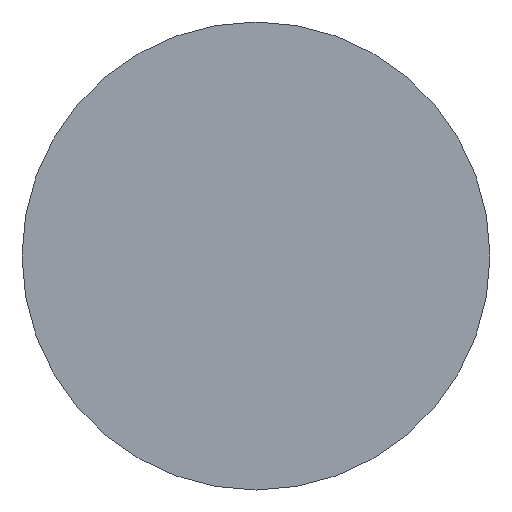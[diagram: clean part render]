
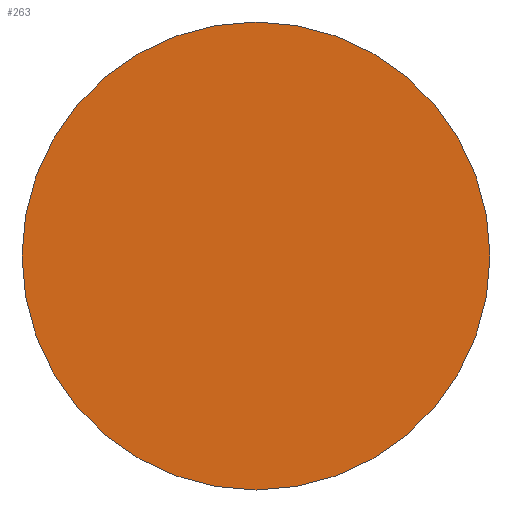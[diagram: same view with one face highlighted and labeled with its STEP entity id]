
A CAD part, front view. The second image highlights one B-rep face of the part: STEP entity #263.
In plain terms, the highlighted planar face has unit normal (0, -1, 0).
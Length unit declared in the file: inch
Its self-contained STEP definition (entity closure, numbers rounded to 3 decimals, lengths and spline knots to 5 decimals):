
#32 = EDGE_CURVE ( 'NONE', #502, #1013, #958, .T. ) ;
#138 = ORIENTED_EDGE ( 'NONE', *, *, #32, .F. ) ;
#254 = DIRECTION ( 'NONE',  ( 0., 1., 0. ) ) ;
#263 = ADVANCED_FACE ( 'NONE', ( #516 ), #527, .F. ) ;
#279 = CARTESIAN_POINT ( 'NONE',  ( 0.25197, 0.14961, 0. ) ) ;
#333 = DIRECTION ( 'NONE',  ( 0., 1., 0. ) ) ;
#369 = CIRCLE ( 'NONE', #371, 0.04528 ) ;
#371 = AXIS2_PLACEMENT_3D ( 'NONE', #851, #254, #651 ) ;
#479 = EDGE_CURVE ( 'NONE', #1013, #502, #369, .T. ) ;
#502 = VERTEX_POINT ( 'NONE', #782 ) ;
#504 = AXIS2_PLACEMENT_3D ( 'NONE', #776, #333, #937 ) ;
#516 = FACE_OUTER_BOUND ( 'NONE', #1118, .T. ) ;
#527 = PLANE ( 'NONE',  #898 ) ;
#569 = ORIENTED_EDGE ( 'NONE', *, *, #479, .F. ) ;
#602 = CARTESIAN_POINT ( 'NONE',  ( 0.20669, 0.14961, 0. ) ) ;
#651 = DIRECTION ( 'NONE',  ( -1., 0., 0. ) ) ;
#776 = CARTESIAN_POINT ( 'NONE',  ( 0.20669, 0.14961, 0. ) ) ;
#782 = CARTESIAN_POINT ( 'NONE',  ( 0.16142, 0.14961, 0. ) ) ;
#851 = CARTESIAN_POINT ( 'NONE',  ( 0.20669, 0.14961, 0. ) ) ;
#861 = DIRECTION ( 'NONE',  ( -1., 0., 0. ) ) ;
#898 = AXIS2_PLACEMENT_3D ( 'NONE', #602, #949, #861 ) ;
#937 = DIRECTION ( 'NONE',  ( -1., 0., 0. ) ) ;
#949 = DIRECTION ( 'NONE',  ( 0., 1., 0. ) ) ;
#958 = CIRCLE ( 'NONE', #504, 0.04528 ) ;
#1013 = VERTEX_POINT ( 'NONE', #279 ) ;
#1118 = EDGE_LOOP ( 'NONE', ( #138, #569 ) ) ;
